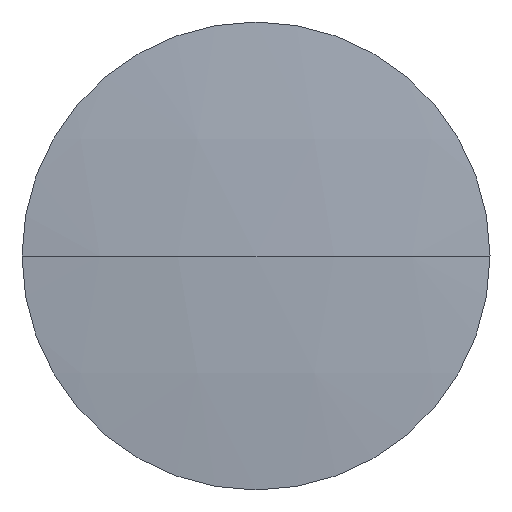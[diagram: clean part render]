
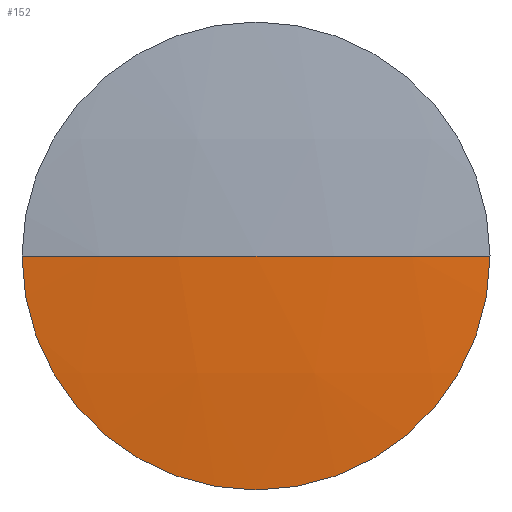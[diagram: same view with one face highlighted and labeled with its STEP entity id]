
A CAD part, left-side view. The second image highlights one B-rep face of the part: STEP entity #152.
In plain terms, the highlighted spherical face has radius 230.34 mm.
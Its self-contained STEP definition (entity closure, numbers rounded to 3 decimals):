
#19 = AXIS2_PLACEMENT_3D ( 'NONE', #166, #70, #321 ) ;
#27 = EDGE_CURVE ( 'NONE', #43, #109, #181, .T. ) ;
#31 = AXIS2_PLACEMENT_3D ( 'NONE', #301, #90, #336 ) ;
#43 = VERTEX_POINT ( 'NONE', #275 ) ;
#53 = CARTESIAN_POINT ( 'NONE',  ( -70.312, 31.334, 0. ) ) ;
#65 = CIRCLE ( 'NONE', #124, 25.4 ) ;
#70 = DIRECTION ( 'NONE',  ( -1., 0., 0. ) ) ;
#81 = CARTESIAN_POINT ( 'NONE',  ( -70.312, 5.934, 0. ) ) ;
#90 = DIRECTION ( 'NONE',  ( 0., 0., 1. ) ) ;
#109 = VERTEX_POINT ( 'NONE', #81 ) ;
#116 = CARTESIAN_POINT ( 'NONE',  ( 158.623, 31.334, 0. ) ) ;
#124 = AXIS2_PLACEMENT_3D ( 'NONE', #53, #180, #309 ) ;
#125 = DIRECTION ( 'NONE',  ( 0., 1., 0. ) ) ;
#148 = DIRECTION ( 'NONE',  ( 0., 1., 0. ) ) ;
#152 = ADVANCED_FACE ( 'NONE', ( #304 ), #153, .T. ) ;
#153 = SPHERICAL_SURFACE ( 'NONE', #381, 230.34 ) ;
#160 = CIRCLE ( 'NONE', #386, 230.34 ) ;
#166 = CARTESIAN_POINT ( 'NONE',  ( -70.312, 31.334, 0. ) ) ;
#169 = EDGE_CURVE ( 'NONE', #348, #43, #65, .T. ) ;
#180 = DIRECTION ( 'NONE',  ( -1., 0., 0. ) ) ;
#181 = CIRCLE ( 'NONE', #19, 25.4 ) ;
#186 = DIRECTION ( 'NONE',  ( 0., 0., -1. ) ) ;
#199 = ORIENTED_EDGE ( 'NONE', *, *, #27, .T. ) ;
#200 = EDGE_CURVE ( 'NONE', #109, #286, #160, .T. ) ;
#209 = CARTESIAN_POINT ( 'NONE',  ( -71.717, 31.334, 0. ) ) ;
#221 = ORIENTED_EDGE ( 'NONE', *, *, #169, .T. ) ;
#227 = EDGE_LOOP ( 'NONE', ( #221, #199, #260, #264 ) ) ;
#231 = CIRCLE ( 'NONE', #31, 230.34 ) ;
#235 = EDGE_CURVE ( 'NONE', #348, #286, #231, .T. ) ;
#260 = ORIENTED_EDGE ( 'NONE', *, *, #200, .T. ) ;
#264 = ORIENTED_EDGE ( 'NONE', *, *, #235, .F. ) ;
#275 = CARTESIAN_POINT ( 'NONE',  ( -70.312, 31.334, -25.4 ) ) ;
#286 = VERTEX_POINT ( 'NONE', #209 ) ;
#301 = CARTESIAN_POINT ( 'NONE',  ( 158.623, 31.334, 0. ) ) ;
#304 = FACE_OUTER_BOUND ( 'NONE', #227, .T. ) ;
#309 = DIRECTION ( 'NONE',  ( 0., 0., 1. ) ) ;
#310 = CARTESIAN_POINT ( 'NONE',  ( -70.312, 56.734, 0. ) ) ;
#321 = DIRECTION ( 'NONE',  ( 0., 0., 1. ) ) ;
#336 = DIRECTION ( 'NONE',  ( 1., 0., 0. ) ) ;
#348 = VERTEX_POINT ( 'NONE', #310 ) ;
#381 = AXIS2_PLACEMENT_3D ( 'NONE', #398, #393, #148 ) ;
#386 = AXIS2_PLACEMENT_3D ( 'NONE', #116, #186, #125 ) ;
#393 = DIRECTION ( 'NONE',  ( 0., 0., -1. ) ) ;
#398 = CARTESIAN_POINT ( 'NONE',  ( 158.623, 31.334, 0. ) ) ;
